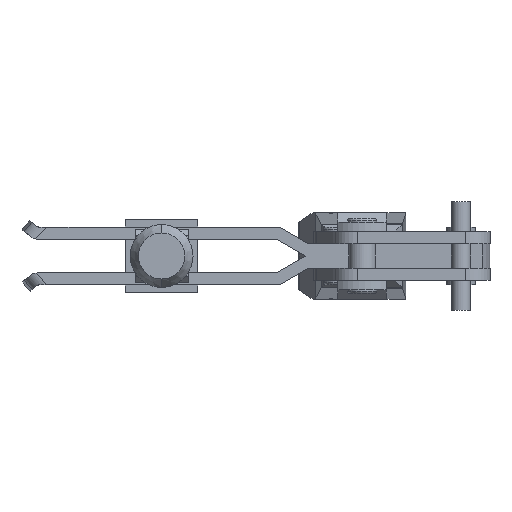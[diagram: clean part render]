
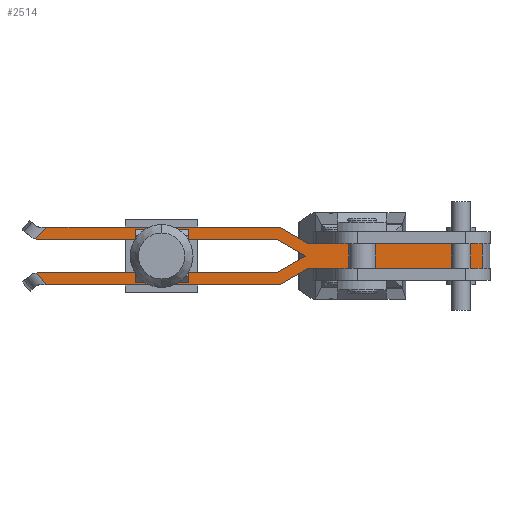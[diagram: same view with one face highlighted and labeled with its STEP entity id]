
A CAD part, front view. The second image highlights one B-rep face of the part: STEP entity #2514.
In plain terms, the highlighted planar face has unit normal (0, -1, 0).
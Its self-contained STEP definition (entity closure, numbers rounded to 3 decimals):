
#71 = CARTESIAN_POINT ( 'NONE',  ( -10., 55.5, -5. ) ) ;
#124 = LINE ( 'NONE', #11533, #6971 ) ;
#129 = CARTESIAN_POINT ( 'NONE',  ( -122.802, 55.5, -7.054 ) ) ;
#291 = EDGE_CURVE ( 'NONE', #9671, #402, #11490, .T. ) ;
#327 = CARTESIAN_POINT ( 'NONE',  ( 65., 55.5, -5. ) ) ;
#402 = VERTEX_POINT ( 'NONE', #5451 ) ;
#452 = ORIENTED_EDGE ( 'NONE', *, *, #8112, .F. ) ;
#593 = VECTOR ( 'NONE', #11725, 1000. ) ;
#766 = DIRECTION ( 'NONE',  ( -1., 0., 0. ) ) ;
#834 = CARTESIAN_POINT ( 'NONE',  ( -22.124, 55.5, -12. ) ) ;
#956 = EDGE_CURVE ( 'NONE', #8495, #8265, #2823, .T. ) ;
#1030 = CARTESIAN_POINT ( 'NONE',  ( -118.913, 55.5, 12. ) ) ;
#1186 = CARTESIAN_POINT ( 'NONE',  ( -10., 55.5, -5. ) ) ;
#1256 = EDGE_CURVE ( 'NONE', #9810, #9671, #1720, .T. ) ;
#1387 = ORIENTED_EDGE ( 'NONE', *, *, #11957, .F. ) ;
#1471 = VERTEX_POINT ( 'NONE', #6088 ) ;
#1667 = ORIENTED_EDGE ( 'NONE', *, *, #6666, .F. ) ;
#1720 = LINE ( 'NONE', #6744, #9005 ) ;
#1732 = CARTESIAN_POINT ( 'NONE',  ( 61.688, 55.5, 17.1 ) ) ;
#1935 = DIRECTION ( 'NONE',  ( 1., 0., 0. ) ) ;
#2000 = DIRECTION ( 'NONE',  ( 0., 1., 0. ) ) ;
#2016 = EDGE_CURVE ( 'NONE', #3374, #10284, #7258, .T. ) ;
#2078 = CARTESIAN_POINT ( 'NONE',  ( -122., 55.5, 12. ) ) ;
#2080 = DIRECTION ( 'NONE',  ( 1., 0., 0. ) ) ;
#2083 = CARTESIAN_POINT ( 'NONE',  ( -122., 55.5, -7. ) ) ;
#2264 = ORIENTED_EDGE ( 'NONE', *, *, #3538, .F. ) ;
#2480 = VECTOR ( 'NONE', #9115, 1000. ) ;
#2514 = ADVANCED_FACE ( 'NONE', ( #9995 ), #11958, .F. ) ;
#2751 = DIRECTION ( 'NONE',  ( 0.866, 0., -0.5 ) ) ;
#2823 = LINE ( 'NONE', #71, #7159 ) ;
#3045 = VERTEX_POINT ( 'NONE', #10168 ) ;
#3089 = DIRECTION ( 'NONE',  ( 1., 0., 0. ) ) ;
#3262 = VECTOR ( 'NONE', #5883, 1000. ) ;
#3374 = VERTEX_POINT ( 'NONE', #3642 ) ;
#3538 = EDGE_CURVE ( 'NONE', #10284, #9346, #9829, .T. ) ;
#3554 = VERTEX_POINT ( 'NONE', #1030 ) ;
#3642 = CARTESIAN_POINT ( 'NONE',  ( -11.34, 55.5, 0. ) ) ;
#3650 = DIRECTION ( 'NONE',  ( 0.866, 0., 0.5 ) ) ;
#3659 = ORIENTED_EDGE ( 'NONE', *, *, #10477, .F. ) ;
#3704 = DIRECTION ( 'NONE',  ( 1., 0., 0. ) ) ;
#3835 = CARTESIAN_POINT ( 'NONE',  ( -23.464, 55.5, -7. ) ) ;
#3872 = ORIENTED_EDGE ( 'NONE', *, *, #8846, .F. ) ;
#3881 = DIRECTION ( 'NONE',  ( -0.643, 0., 0.766 ) ) ;
#4378 = CARTESIAN_POINT ( 'NONE',  ( -22.124, 55.5, 12. ) ) ;
#4746 = LINE ( 'NONE', #3835, #10965 ) ;
#4766 = VECTOR ( 'NONE', #766, 1000. ) ;
#4870 = CARTESIAN_POINT ( 'NONE',  ( -122., 55.5, -13. ) ) ;
#5114 = AXIS2_PLACEMENT_3D ( 'NONE', #10665, #2000, #1935 ) ;
#5123 = DIRECTION ( 'NONE',  ( 1., 0., 0. ) ) ;
#5291 = DIRECTION ( 'NONE',  ( -1., 0., 0. ) ) ;
#5298 = VERTEX_POINT ( 'NONE', #6455 ) ;
#5328 = VECTOR ( 'NONE', #5291, 1000. ) ;
#5407 = CARTESIAN_POINT ( 'NONE',  ( -11.34, 55.5, 0. ) ) ;
#5411 = ORIENTED_EDGE ( 'NONE', *, *, #6722, .F. ) ;
#5451 = CARTESIAN_POINT ( 'NONE',  ( 61.688, 55.5, 5. ) ) ;
#5472 = CARTESIAN_POINT ( 'NONE',  ( -10., 55.5, 5. ) ) ;
#5529 = ORIENTED_EDGE ( 'NONE', *, *, #291, .F. ) ;
#5883 = DIRECTION ( 'NONE',  ( 1., 0., 0. ) ) ;
#5953 = LINE ( 'NONE', #2078, #6093 ) ;
#6056 = CARTESIAN_POINT ( 'NONE',  ( -22.124, 55.5, -12. ) ) ;
#6088 = CARTESIAN_POINT ( 'NONE',  ( -118.652, 55.5, -12. ) ) ;
#6093 = VECTOR ( 'NONE', #3089, 1000. ) ;
#6145 = LINE ( 'NONE', #7297, #7533 ) ;
#6242 = AXIS2_PLACEMENT_3D ( 'NONE', #4870, #8819, #5123 ) ;
#6376 = LINE ( 'NONE', #1732, #12217 ) ;
#6422 = VERTEX_POINT ( 'NONE', #10046 ) ;
#6455 = CARTESIAN_POINT ( 'NONE',  ( -23.464, 55.5, -7. ) ) ;
#6666 = EDGE_CURVE ( 'NONE', #11681, #10824, #10124, .T. ) ;
#6698 = DIRECTION ( 'NONE',  ( -0.866, 0., -0.5 ) ) ;
#6722 = EDGE_CURVE ( 'NONE', #9346, #6422, #11461, .T. ) ;
#6744 = CARTESIAN_POINT ( 'NONE',  ( -22.124, 55.5, 12. ) ) ;
#6759 = EDGE_LOOP ( 'NONE', ( #3872, #8482, #5411, #2264, #11375, #452, #9130, #1667, #7709, #1387, #10472, #3659, #11506, #5529, #12480 ) ) ;
#6850 = CARTESIAN_POINT ( 'NONE',  ( -122., 55.5, 13. ) ) ;
#6971 = VECTOR ( 'NONE', #3881, 1000. ) ;
#7159 = VECTOR ( 'NONE', #6698, 1000. ) ;
#7258 = LINE ( 'NONE', #5407, #2480 ) ;
#7297 = CARTESIAN_POINT ( 'NONE',  ( -117.125, 55.5, 14.131 ) ) ;
#7330 = DIRECTION ( 'NONE',  ( 0., 0., 1. ) ) ;
#7533 = VECTOR ( 'NONE', #9151, 1000. ) ;
#7595 = CARTESIAN_POINT ( 'NONE',  ( -10., 55.5, 5. ) ) ;
#7709 = ORIENTED_EDGE ( 'NONE', *, *, #10660, .F. ) ;
#7985 = LINE ( 'NONE', #2083, #3262 ) ;
#8112 = EDGE_CURVE ( 'NONE', #5298, #3374, #4746, .T. ) ;
#8265 = VERTEX_POINT ( 'NONE', #6056 ) ;
#8399 = VECTOR ( 'NONE', #3704, 1000. ) ;
#8482 = ORIENTED_EDGE ( 'NONE', *, *, #8578, .T. ) ;
#8495 = VERTEX_POINT ( 'NONE', #1186 ) ;
#8578 = EDGE_CURVE ( 'NONE', #3554, #6422, #6145, .T. ) ;
#8819 = DIRECTION ( 'NONE',  ( 0., 1., 0. ) ) ;
#8846 = EDGE_CURVE ( 'NONE', #3554, #9810, #5953, .T. ) ;
#9005 = VECTOR ( 'NONE', #2751, 1000. ) ;
#9115 = DIRECTION ( 'NONE',  ( -0.866, 0., 0.5 ) ) ;
#9130 = ORIENTED_EDGE ( 'NONE', *, *, #10028, .F. ) ;
#9151 = DIRECTION ( 'NONE',  ( -0.643, 0., -0.766 ) ) ;
#9254 = LINE ( 'NONE', #327, #5328 ) ;
#9346 = VERTEX_POINT ( 'NONE', #12506 ) ;
#9379 = LINE ( 'NONE', #834, #4766 ) ;
#9560 = EDGE_CURVE ( 'NONE', #3045, #402, #6376, .T. ) ;
#9671 = VERTEX_POINT ( 'NONE', #5472 ) ;
#9810 = VERTEX_POINT ( 'NONE', #4378 ) ;
#9829 = LINE ( 'NONE', #10720, #593 ) ;
#9995 = FACE_OUTER_BOUND ( 'NONE', #6759, .T. ) ;
#10028 = EDGE_CURVE ( 'NONE', #10824, #5298, #7985, .T. ) ;
#10046 = CARTESIAN_POINT ( 'NONE',  ( -123.033, 55.5, 7.09 ) ) ;
#10124 = CIRCLE ( 'NONE', #6242, 6. ) ;
#10168 = CARTESIAN_POINT ( 'NONE',  ( 61.688, 55.5, -5. ) ) ;
#10284 = VERTEX_POINT ( 'NONE', #11498 ) ;
#10472 = ORIENTED_EDGE ( 'NONE', *, *, #956, .F. ) ;
#10477 = EDGE_CURVE ( 'NONE', #3045, #8495, #9254, .T. ) ;
#10660 = EDGE_CURVE ( 'NONE', #1471, #11681, #124, .T. ) ;
#10665 = CARTESIAN_POINT ( 'NONE',  ( -122., 55.5, -13. ) ) ;
#10720 = CARTESIAN_POINT ( 'NONE',  ( -23.464, 55.5, 7. ) ) ;
#10824 = VERTEX_POINT ( 'NONE', #10950 ) ;
#10950 = CARTESIAN_POINT ( 'NONE',  ( -122., 55.5, -7. ) ) ;
#10965 = VECTOR ( 'NONE', #3650, 1000. ) ;
#11375 = ORIENTED_EDGE ( 'NONE', *, *, #2016, .F. ) ;
#11461 = CIRCLE ( 'NONE', #11851, 6. ) ;
#11490 = LINE ( 'NONE', #7595, #8399 ) ;
#11498 = CARTESIAN_POINT ( 'NONE',  ( -23.464, 55.5, 7. ) ) ;
#11506 = ORIENTED_EDGE ( 'NONE', *, *, #9560, .T. ) ;
#11533 = CARTESIAN_POINT ( 'NONE',  ( -116.972, 55.5, -14.002 ) ) ;
#11681 = VERTEX_POINT ( 'NONE', #129 ) ;
#11725 = DIRECTION ( 'NONE',  ( -1., 0., 0. ) ) ;
#11742 = DIRECTION ( 'NONE',  ( 0., 1., 0. ) ) ;
#11851 = AXIS2_PLACEMENT_3D ( 'NONE', #6850, #11742, #2080 ) ;
#11957 = EDGE_CURVE ( 'NONE', #8265, #1471, #9379, .T. ) ;
#11958 = PLANE ( 'NONE',  #5114 ) ;
#12217 = VECTOR ( 'NONE', #7330, 1000. ) ;
#12480 = ORIENTED_EDGE ( 'NONE', *, *, #1256, .F. ) ;
#12506 = CARTESIAN_POINT ( 'NONE',  ( -122., 55.5, 7. ) ) ;
